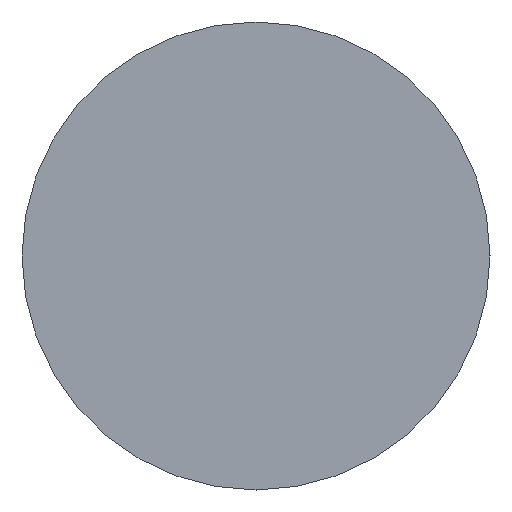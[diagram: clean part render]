
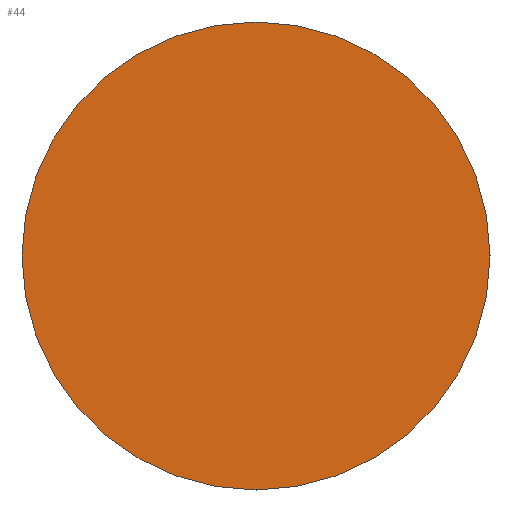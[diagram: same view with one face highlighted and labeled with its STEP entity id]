
A CAD part, front view. The second image highlights one B-rep face of the part: STEP entity #44.
In plain terms, the highlighted planar face has unit normal (0, -1, 0).
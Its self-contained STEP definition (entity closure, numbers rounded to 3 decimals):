
#1 = CIRCLE ( 'NONE', #217, 1. ) ;
#4 = CARTESIAN_POINT ( 'NONE',  ( 0., -10.36, 0. ) ) ;
#16 = DIRECTION ( 'NONE',  ( 0., -1., 0. ) ) ;
#31 = DIRECTION ( 'NONE',  ( 0., 0., 1. ) ) ;
#33 = FACE_OUTER_BOUND ( 'NONE', #37, .T. ) ;
#37 = EDGE_LOOP ( 'NONE', ( #154, #315 ) ) ;
#44 = ADVANCED_FACE ( 'NONE', ( #33 ), #180, .T. ) ;
#49 = CARTESIAN_POINT ( 'NONE',  ( 0., -10.36, 0. ) ) ;
#109 = DIRECTION ( 'NONE',  ( 0., 0., 1. ) ) ;
#130 = CARTESIAN_POINT ( 'NONE',  ( -1., -10.36, 0. ) ) ;
#142 = AXIS2_PLACEMENT_3D ( 'NONE', #130, #16, #152 ) ;
#152 = DIRECTION ( 'NONE',  ( 0., 0., -1. ) ) ;
#154 = ORIENTED_EDGE ( 'NONE', *, *, #252, .F. ) ;
#172 = CIRCLE ( 'NONE', #263, 1. ) ;
#180 = PLANE ( 'NONE',  #142 ) ;
#186 = CARTESIAN_POINT ( 'NONE',  ( 0., -10.36, 1. ) ) ;
#188 = DIRECTION ( 'NONE',  ( 0., 1., 0. ) ) ;
#217 = AXIS2_PLACEMENT_3D ( 'NONE', #49, #254, #109 ) ;
#252 = EDGE_CURVE ( 'NONE', #274, #264, #1, .T. ) ;
#254 = DIRECTION ( 'NONE',  ( 0., 1., 0. ) ) ;
#263 = AXIS2_PLACEMENT_3D ( 'NONE', #4, #188, #31 ) ;
#264 = VERTEX_POINT ( 'NONE', #275 ) ;
#274 = VERTEX_POINT ( 'NONE', #186 ) ;
#275 = CARTESIAN_POINT ( 'NONE',  ( 0., -10.36, -1. ) ) ;
#285 = EDGE_CURVE ( 'NONE', #264, #274, #172, .T. ) ;
#315 = ORIENTED_EDGE ( 'NONE', *, *, #285, .F. ) ;
